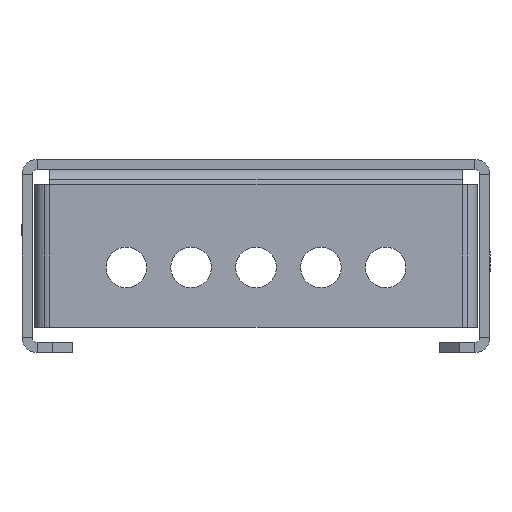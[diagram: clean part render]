
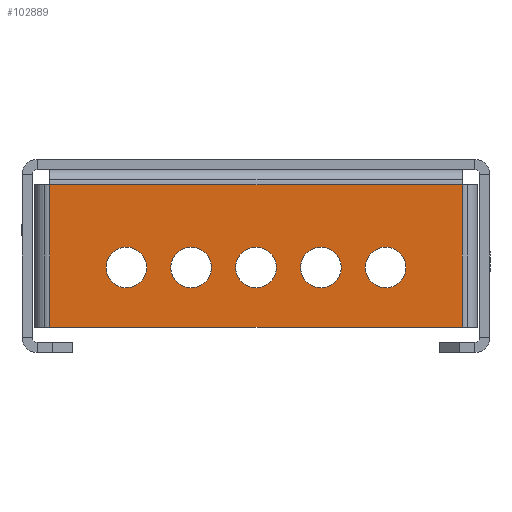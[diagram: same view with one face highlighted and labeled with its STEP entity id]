
A CAD part, front view. The second image highlights one B-rep face of the part: STEP entity #102889.
In plain terms, the highlighted planar face has unit normal (0, -1, 0).
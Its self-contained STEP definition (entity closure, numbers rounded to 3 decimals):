
#303 = CARTESIAN_POINT ( 'NONE',  ( -25.5, -964., -21.25 ) ) ;
#1139 = CARTESIAN_POINT ( 'NONE',  ( -40.5, -964., -33. ) ) ;
#3590 = DIRECTION ( 'NONE',  ( 0., 0., 1. ) ) ;
#3771 = EDGE_CURVE ( 'NONE', #71772, #47604, #115281, .T. ) ;
#3983 = AXIS2_PLACEMENT_3D ( 'NONE', #8488, #98676, #107682 ) ;
#5004 = DIRECTION ( 'NONE',  ( 0., 0., -1. ) ) ;
#7375 = LINE ( 'NONE', #38883, #15785 ) ;
#7531 = FACE_BOUND ( 'NONE', #47651, .T. ) ;
#8488 = CARTESIAN_POINT ( 'NONE',  ( -12.75, -964., -21.25 ) ) ;
#9075 = DIRECTION ( 'NONE',  ( 0., 0., -1. ) ) ;
#9117 = CARTESIAN_POINT ( 'NONE',  ( 0., -964., -21.25 ) ) ;
#9618 = CARTESIAN_POINT ( 'NONE',  ( -40.5, -964., -5. ) ) ;
#9828 = AXIS2_PLACEMENT_3D ( 'NONE', #57693, #65138, #92623 ) ;
#11258 = VECTOR ( 'NONE', #94764, 1000. ) ;
#11348 = VERTEX_POINT ( 'NONE', #100134 ) ;
#11881 = EDGE_CURVE ( 'NONE', #115386, #82749, #30337, .T. ) ;
#12869 = CARTESIAN_POINT ( 'NONE',  ( 25.5, -964., -21.25 ) ) ;
#13591 = CARTESIAN_POINT ( 'NONE',  ( -25.5, -964., -21.25 ) ) ;
#13984 = DIRECTION ( 'NONE',  ( 0., 0., -1. ) ) ;
#14363 = CARTESIAN_POINT ( 'NONE',  ( 40.5, -964., -5. ) ) ;
#14520 = VERTEX_POINT ( 'NONE', #70766 ) ;
#14846 = ORIENTED_EDGE ( 'NONE', *, *, #81749, .T. ) ;
#15785 = VECTOR ( 'NONE', #3590, 1000. ) ;
#16324 = CIRCLE ( 'NONE', #9828, 4. ) ;
#18529 = CARTESIAN_POINT ( 'NONE',  ( 12.75, -964., -17.25 ) ) ;
#18549 = AXIS2_PLACEMENT_3D ( 'NONE', #9117, #98146, #44472 ) ;
#19861 = ORIENTED_EDGE ( 'NONE', *, *, #81059, .T. ) ;
#19918 = CIRCLE ( 'NONE', #3983, 4. ) ;
#22420 = DIRECTION ( 'NONE',  ( 0., 0., -1. ) ) ;
#24071 = ORIENTED_EDGE ( 'NONE', *, *, #109482, .T. ) ;
#24648 = DIRECTION ( 'NONE',  ( 0., 1., 0. ) ) ;
#24900 = ORIENTED_EDGE ( 'NONE', *, *, #65701, .T. ) ;
#25902 = DIRECTION ( 'NONE',  ( 0., 1., 0. ) ) ;
#27469 = ORIENTED_EDGE ( 'NONE', *, *, #29586, .F. ) ;
#27853 = EDGE_CURVE ( 'NONE', #99489, #52863, #52918, .T. ) ;
#27874 = DIRECTION ( 'NONE',  ( -1., 0., 0. ) ) ;
#28034 = EDGE_LOOP ( 'NONE', ( #35446, #24071 ) ) ;
#28567 = FACE_BOUND ( 'NONE', #60171, .T. ) ;
#28711 = EDGE_CURVE ( 'NONE', #14520, #91370, #80594, .T. ) ;
#29586 = EDGE_CURVE ( 'NONE', #81097, #115386, #48151, .T. ) ;
#30337 = LINE ( 'NONE', #81513, #94937 ) ;
#30837 = DIRECTION ( 'NONE',  ( 0., 1., 0. ) ) ;
#32178 = DIRECTION ( 'NONE',  ( 0., 1., 0. ) ) ;
#32644 = PLANE ( 'NONE',  #35290 ) ;
#35290 = AXIS2_PLACEMENT_3D ( 'NONE', #94965, #67922, #113015 ) ;
#35446 = ORIENTED_EDGE ( 'NONE', *, *, #27853, .T. ) ;
#36953 = EDGE_CURVE ( 'NONE', #66016, #11348, #71530, .T. ) ;
#38122 = VERTEX_POINT ( 'NONE', #92599 ) ;
#38293 = ORIENTED_EDGE ( 'NONE', *, *, #71097, .T. ) ;
#38883 = CARTESIAN_POINT ( 'NONE',  ( 40.5, -964., -33. ) ) ;
#39775 = DIRECTION ( 'NONE',  ( 0., 1., 0. ) ) ;
#42784 = ORIENTED_EDGE ( 'NONE', *, *, #36953, .T. ) ;
#42874 = EDGE_CURVE ( 'NONE', #81097, #66362, #7375, .T. ) ;
#43187 = AXIS2_PLACEMENT_3D ( 'NONE', #12869, #103432, #5004 ) ;
#44472 = DIRECTION ( 'NONE',  ( 0., 0., -1. ) ) ;
#45755 = CARTESIAN_POINT ( 'NONE',  ( 40.5, -964., -33. ) ) ;
#46330 = CARTESIAN_POINT ( 'NONE',  ( -43.5, -964., -33. ) ) ;
#47554 = VERTEX_POINT ( 'NONE', #53082 ) ;
#47604 = VERTEX_POINT ( 'NONE', #18529 ) ;
#47651 = EDGE_LOOP ( 'NONE', ( #71469, #24900 ) ) ;
#48151 = LINE ( 'NONE', #46330, #53740 ) ;
#51342 = CIRCLE ( 'NONE', #60257, 4. ) ;
#52454 = FACE_BOUND ( 'NONE', #28034, .T. ) ;
#52863 = VERTEX_POINT ( 'NONE', #67129 ) ;
#52918 = CIRCLE ( 'NONE', #18549, 4. ) ;
#53082 = CARTESIAN_POINT ( 'NONE',  ( -12.75, -964., -17.25 ) ) ;
#53740 = VECTOR ( 'NONE', #27874, 1000. ) ;
#55512 = AXIS2_PLACEMENT_3D ( 'NONE', #13591, #30837, #13984 ) ;
#55861 = EDGE_LOOP ( 'NONE', ( #73243, #91692, #97308, #27469 ) ) ;
#57088 = CARTESIAN_POINT ( 'NONE',  ( 0., -964., -25.25 ) ) ;
#57693 = CARTESIAN_POINT ( 'NONE',  ( 25.5, -964., -21.25 ) ) ;
#59522 = FACE_OUTER_BOUND ( 'NONE', #55861, .T. ) ;
#60171 = EDGE_LOOP ( 'NONE', ( #83295, #19861 ) ) ;
#60257 = AXIS2_PLACEMENT_3D ( 'NONE', #106636, #24648, #105083 ) ;
#61473 = CIRCLE ( 'NONE', #62902, 4. ) ;
#62313 = FACE_BOUND ( 'NONE', #107697, .T. ) ;
#62902 = AXIS2_PLACEMENT_3D ( 'NONE', #107123, #25902, #9075 ) ;
#63099 = LINE ( 'NONE', #14363, #11258 ) ;
#63364 = DIRECTION ( 'NONE',  ( 0., 0., -1. ) ) ;
#63749 = DIRECTION ( 'NONE',  ( 0., 1., 0. ) ) ;
#65138 = DIRECTION ( 'NONE',  ( 0., 1., 0. ) ) ;
#65701 = EDGE_CURVE ( 'NONE', #47604, #71772, #65863, .T. ) ;
#65863 = CIRCLE ( 'NONE', #110171, 4. ) ;
#66016 = VERTEX_POINT ( 'NONE', #108973 ) ;
#66362 = VERTEX_POINT ( 'NONE', #115560 ) ;
#67129 = CARTESIAN_POINT ( 'NONE',  ( 0., -964., -17.25 ) ) ;
#67528 = AXIS2_PLACEMENT_3D ( 'NONE', #303, #63749, #63364 ) ;
#67922 = DIRECTION ( 'NONE',  ( 0., -1., 0. ) ) ;
#69112 = CARTESIAN_POINT ( 'NONE',  ( -25.5, -964., -17.25 ) ) ;
#70766 = CARTESIAN_POINT ( 'NONE',  ( -25.5, -964., -25.25 ) ) ;
#71097 = EDGE_CURVE ( 'NONE', #47554, #38122, #61473, .T. ) ;
#71469 = ORIENTED_EDGE ( 'NONE', *, *, #3771, .T. ) ;
#71530 = CIRCLE ( 'NONE', #43187, 4. ) ;
#71772 = VERTEX_POINT ( 'NONE', #82615 ) ;
#72654 = EDGE_LOOP ( 'NONE', ( #42784, #14846 ) ) ;
#72795 = AXIS2_PLACEMENT_3D ( 'NONE', #75770, #39775, #22420 ) ;
#73243 = ORIENTED_EDGE ( 'NONE', *, *, #42874, .T. ) ;
#75770 = CARTESIAN_POINT ( 'NONE',  ( 12.75, -964., -21.25 ) ) ;
#76237 = FACE_BOUND ( 'NONE', #72654, .T. ) ;
#77042 = CIRCLE ( 'NONE', #67528, 4. ) ;
#80594 = CIRCLE ( 'NONE', #55512, 4. ) ;
#81059 = EDGE_CURVE ( 'NONE', #91370, #14520, #77042, .T. ) ;
#81097 = VERTEX_POINT ( 'NONE', #45755 ) ;
#81513 = CARTESIAN_POINT ( 'NONE',  ( -40.5, -964., -5. ) ) ;
#81749 = EDGE_CURVE ( 'NONE', #11348, #66016, #16324, .T. ) ;
#82615 = CARTESIAN_POINT ( 'NONE',  ( 12.75, -964., -25.25 ) ) ;
#82744 = EDGE_CURVE ( 'NONE', #38122, #47554, #19918, .T. ) ;
#82749 = VERTEX_POINT ( 'NONE', #9618 ) ;
#83295 = ORIENTED_EDGE ( 'NONE', *, *, #28711, .T. ) ;
#85493 = CARTESIAN_POINT ( 'NONE',  ( 12.75, -964., -21.25 ) ) ;
#85607 = EDGE_CURVE ( 'NONE', #66362, #82749, #63099, .T. ) ;
#89410 = DIRECTION ( 'NONE',  ( 0., 0., 1. ) ) ;
#91370 = VERTEX_POINT ( 'NONE', #69112 ) ;
#91692 = ORIENTED_EDGE ( 'NONE', *, *, #85607, .T. ) ;
#92599 = CARTESIAN_POINT ( 'NONE',  ( -12.75, -964., -25.25 ) ) ;
#92623 = DIRECTION ( 'NONE',  ( 0., 0., -1. ) ) ;
#94764 = DIRECTION ( 'NONE',  ( -1., 0., 0. ) ) ;
#94937 = VECTOR ( 'NONE', #89410, 1000. ) ;
#94965 = CARTESIAN_POINT ( 'NONE',  ( 0., -964., -2. ) ) ;
#97308 = ORIENTED_EDGE ( 'NONE', *, *, #11881, .F. ) ;
#98146 = DIRECTION ( 'NONE',  ( 0., 1., 0. ) ) ;
#98676 = DIRECTION ( 'NONE',  ( 0., 1., 0. ) ) ;
#99489 = VERTEX_POINT ( 'NONE', #57088 ) ;
#100134 = CARTESIAN_POINT ( 'NONE',  ( 25.5, -964., -17.25 ) ) ;
#101950 = ORIENTED_EDGE ( 'NONE', *, *, #82744, .T. ) ;
#102889 = ADVANCED_FACE ( 'NONE', ( #76237, #28567, #52454, #62313, #7531, #59522 ), #32644, .T. ) ;
#103176 = DIRECTION ( 'NONE',  ( 0., 0., -1. ) ) ;
#103432 = DIRECTION ( 'NONE',  ( 0., 1., 0. ) ) ;
#105083 = DIRECTION ( 'NONE',  ( 0., 0., -1. ) ) ;
#106636 = CARTESIAN_POINT ( 'NONE',  ( 0., -964., -21.25 ) ) ;
#107123 = CARTESIAN_POINT ( 'NONE',  ( -12.75, -964., -21.25 ) ) ;
#107682 = DIRECTION ( 'NONE',  ( 0., 0., -1. ) ) ;
#107697 = EDGE_LOOP ( 'NONE', ( #101950, #38293 ) ) ;
#108973 = CARTESIAN_POINT ( 'NONE',  ( 25.5, -964., -25.25 ) ) ;
#109482 = EDGE_CURVE ( 'NONE', #52863, #99489, #51342, .T. ) ;
#110171 = AXIS2_PLACEMENT_3D ( 'NONE', #85493, #32178, #103176 ) ;
#113015 = DIRECTION ( 'NONE',  ( 0., 0., 1. ) ) ;
#115281 = CIRCLE ( 'NONE', #72795, 4. ) ;
#115386 = VERTEX_POINT ( 'NONE', #1139 ) ;
#115560 = CARTESIAN_POINT ( 'NONE',  ( 40.5, -964., -5. ) ) ;
